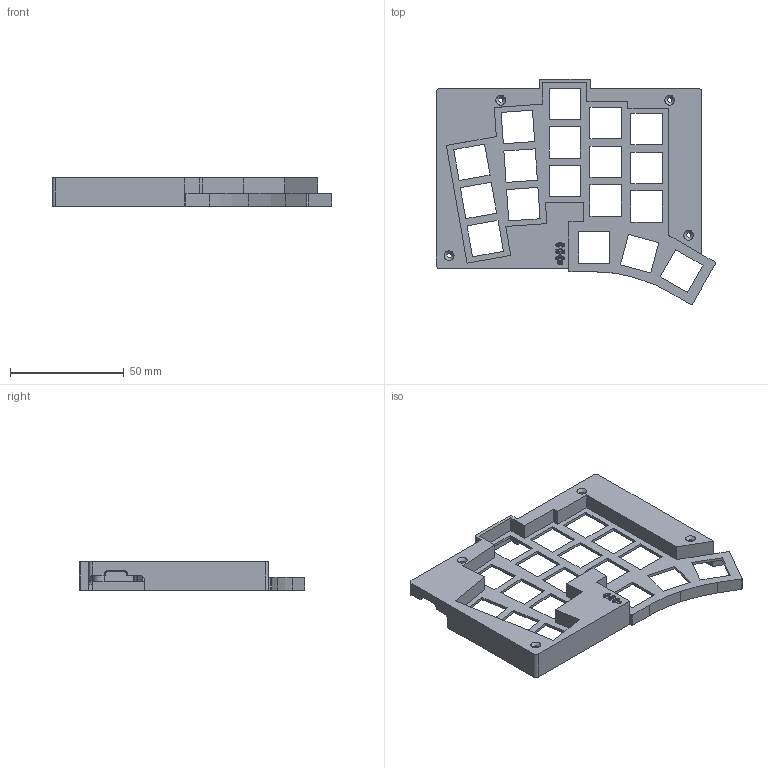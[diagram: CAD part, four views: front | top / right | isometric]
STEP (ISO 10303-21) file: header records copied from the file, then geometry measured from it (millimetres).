
FILE_DESCRIPTION(/* description */ (''),/* implementation_level */ '2;1');
FILE_NAME(/* name */ 'TOTEM36_case_ble_top_L_V.08.step',/* time_stamp */ '2025-07-21T21:54:16+08:00',/* author */ (''),/* organization */ (''),/* preprocessor_version */ 'ST-DEVELOPER v20.1',/* originating_system */ 'Autodesk Translation Framework v14.10.0.0',/* authorisation */ '');
FILE_SCHEMA (('AUTOMOTIVE_DESIGN { 1 0 10303 214 3 1 1 }'));
Length unit declared in the file: millimetre
Products named in the file (1): TOTEM case_v08_7mm_keeb_usb
Bounding box: 122.78 x 99.01 x 12.5 mm (x, y, z)
Volume: 18797.7 mm3; surface area: 27352.7 mm2
Topology: 1 solids, 1 shells, 474 faces, 1275 edges, 845 vertices
Faces by surface type: plane 347, bspline 81, cylinder 36, cone 10
Full cylindrical faces by diameter (mm): 1.449 x1, 1.452 x1, 2 x4, 3.2 x4, 6.2 x1
Entity records: 15272 total; most frequent: CARTESIAN_POINT 3723, ORIENTED_EDGE 2550, DIRECTION 1985, EDGE_CURVE 1275, LINE 1029, VECTOR 1029, VERTEX_POINT 845, EDGE_LOOP 560
